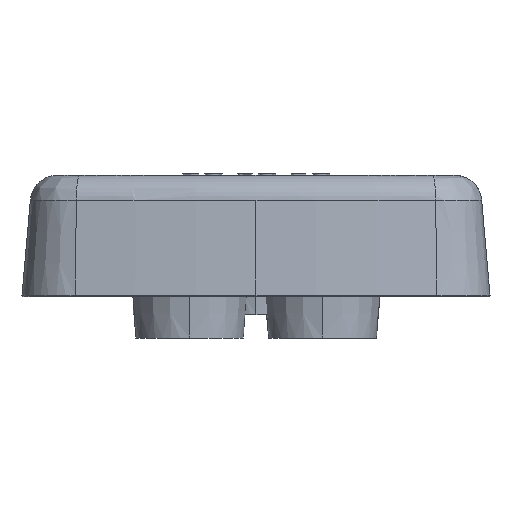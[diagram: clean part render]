
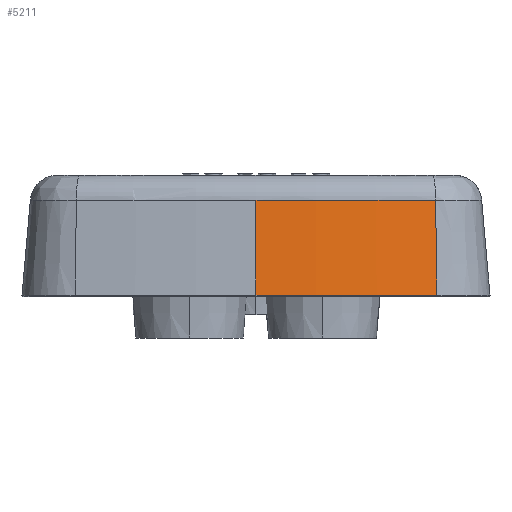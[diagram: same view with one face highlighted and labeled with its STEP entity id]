
A CAD part, front view. The second image highlights one B-rep face of the part: STEP entity #5211.
In plain terms, the highlighted conical face has half-angle 5 degrees and reference radius 182.518 mm.
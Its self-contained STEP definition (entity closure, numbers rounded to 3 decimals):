
#4287=AXIS2_PLACEMENT_3D('Circle Axis2P3D',#4285,#4286,$) ;
#5191=AXIS2_PLACEMENT_3D('Cone Axis2P3D',#5188,#5189,#5190) ;
#5202=AXIS2_PLACEMENT_3D('Circle Axis2P3D',#5200,#5201,$) ;
#4264=CARTESIAN_POINT('Vertex',(51.456,1.379,5.317)) ;
#4285=CARTESIAN_POINT('Axis2P3D Location',(29.033,183.033,5.317)) ;
#4289=CARTESIAN_POINT('Vertex',(29.033,0.,5.317)) ;
#5173=CARTESIAN_POINT('Vertex',(51.33,2.401,17.096)) ;
#5176=CARTESIAN_POINT('Line Origine',(5389.563,-43244.254,-498046.033)) ;
#5188=CARTESIAN_POINT('Axis2P3D Location',(29.033,183.033,11.207)) ;
#5193=CARTESIAN_POINT('Line Origine',(29.033,-43486.097,-497043.046)) ;
#5197=CARTESIAN_POINT('Vertex',(29.033,1.031,17.096)) ;
#5200=CARTESIAN_POINT('Axis2P3D Location',(29.033,183.033,17.096)) ;
#4286=DIRECTION('Axis2P3D Direction',(0.,-0.,-1.)) ;
#5177=DIRECTION('Vector Direction',(0.011,-0.086,-0.996)) ;
#5189=DIRECTION('Axis2P3D Direction',(0.,0.,-1.)) ;
#5190=DIRECTION('Axis2P3D XDirection',(0.,1.,0.)) ;
#5194=DIRECTION('Vector Direction',(0.,-0.087,-0.996)) ;
#5201=DIRECTION('Axis2P3D Direction',(0.,0.,-1.)) ;
#5178=VECTOR('Line Direction',#5177,1.) ;
#5195=VECTOR('Line Direction',#5194,1.) ;
#5206=ORIENTED_EDGE('',*,*,#5199,.T.) ;
#5207=ORIENTED_EDGE('',*,*,#4291,.F.) ;
#5208=ORIENTED_EDGE('',*,*,#5180,.F.) ;
#5209=ORIENTED_EDGE('',*,*,#5204,.F.) ;
#5211=ADVANCED_FACE('CABTITE EP 24/17 GY',(#5210),#5192,.T.) ;
#4288=CIRCLE('generated circle',#4287,183.033) ;
#5203=CIRCLE('generated circle',#5202,182.003) ;
#5192=CONICAL_SURFACE('Cone',#5191,182.518,0.087) ;
#4291=EDGE_CURVE('',#4265,#4290,#4288,.T.) ;
#5180=EDGE_CURVE('',#5174,#4265,#5179,.T.) ;
#5199=EDGE_CURVE('',#5198,#4290,#5196,.T.) ;
#5204=EDGE_CURVE('',#5198,#5174,#5203,.F.) ;
#5205=EDGE_LOOP('',(#5206,#5207,#5208,#5209)) ;
#5210=FACE_OUTER_BOUND('',#5205,.T.) ;
#5179=LINE('Line',#5176,#5178) ;
#5196=LINE('Line',#5193,#5195) ;
#4265=VERTEX_POINT('',#4264) ;
#4290=VERTEX_POINT('',#4289) ;
#5174=VERTEX_POINT('',#5173) ;
#5198=VERTEX_POINT('',#5197) ;
